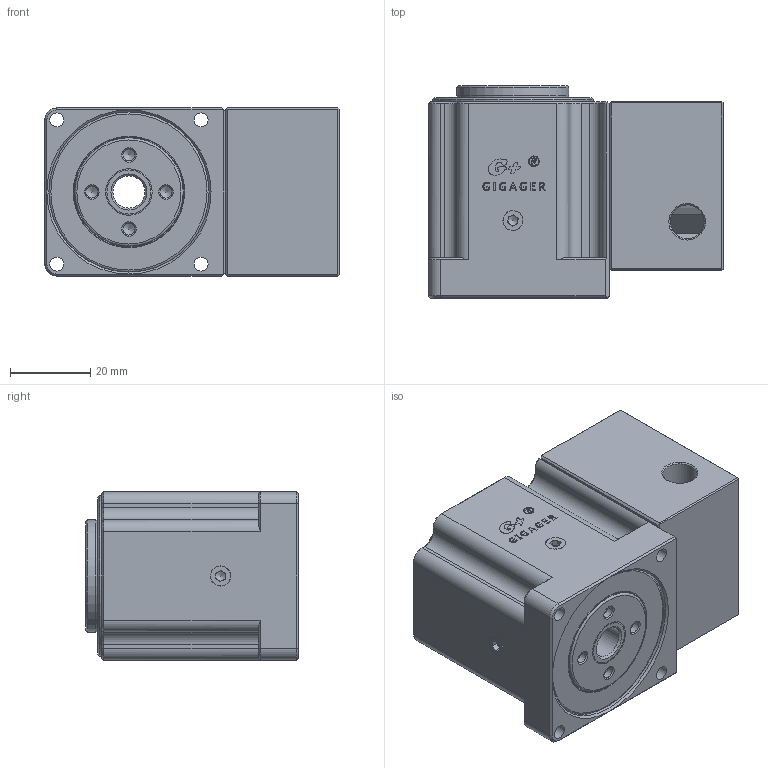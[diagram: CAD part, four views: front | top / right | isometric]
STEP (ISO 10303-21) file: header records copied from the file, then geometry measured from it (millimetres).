
FILE_DESCRIPTION (( 'STEP AP203' ), '1' );
FILE_NAME ('GSA42H-03K-SV1.step', '2021-06-01T02:02:34', ( 'Microsoft' ), ( 'Microsoft' ), 'SwSTEP 2.0', 'SolidWorks 2019', '' );
FILE_SCHEMA (( 'CONFIG_CONTROL_DESIGN' ));
Length unit declared in the file: millimetre
Products named in the file (1): GSA42H-03K-SV1
Bounding box: 73.5 x 53 x 42 mm (x, y, z)
Volume: 91578.3 mm3; surface area: 47312.5 mm2
Topology: 12 solids, 12 shells, 670 faces, 1656 edges, 1055 vertices
Faces by surface type: plane 299, cone 123, cylinder 121, bspline 109, torus 18
Full cylindrical faces by diameter (mm): 1.5 x1, 2.5 x15, 3 x5, 3.2 x1, 3.5 x8, 5 x3, 5.5 x1, 6 x7, 8 x3, 8.5 x3, 11 x2, 12 x2, 14 x1, 14.4 x3, 15 x6, 26.5 x1, 27 x2, 27.8 x1, 28 x4, 28.842 x2, 29.49 x2, 30 x1, 31 x1, 31.758 x1, 32.268 x1, 35 x1, 35.465 x1, 35.589 x1, 37 x2, 38.081 x1
Entity records: 23601 total; most frequent: CARTESIAN_POINT 9392, ORIENTED_EDGE 2792, DIRECTION 2606, EDGE_CURVE 1396, VERTEX_POINT 987, EDGE_LOOP 963, AXIS2_PLACEMENT_3D 935, FACE_OUTER_BOUND 769
